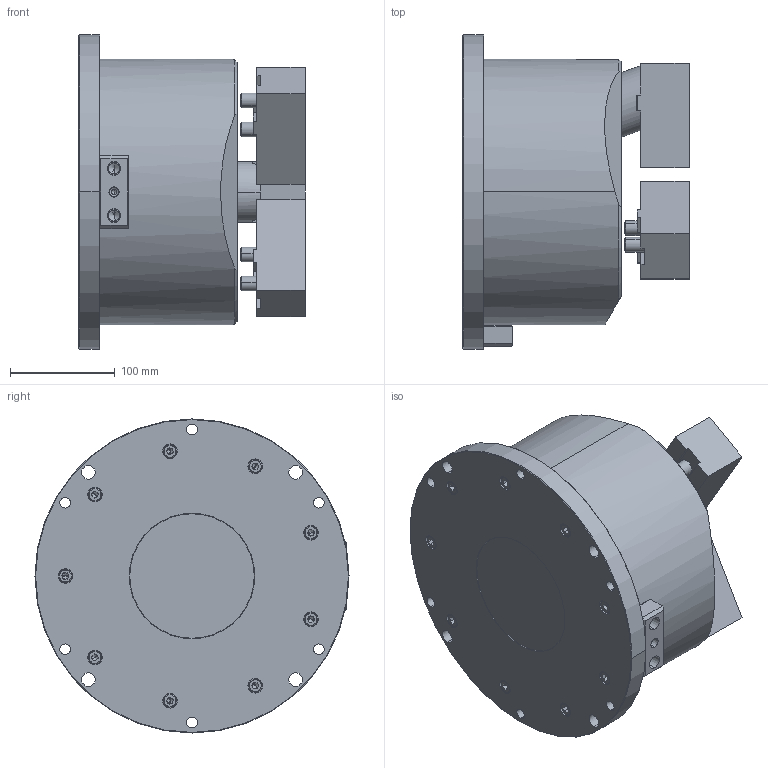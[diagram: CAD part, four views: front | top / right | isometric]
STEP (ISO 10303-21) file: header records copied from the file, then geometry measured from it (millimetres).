
FILE_DESCRIPTION (( 'STEP AP203' ), '1' );
FILE_NAME ('CF-SD-310.STEP', '2023-05-18T10:05:07', ( '' ), ( '' ), 'SwSTEP 2.0', 'SolidWorks 2020', '' );
FILE_SCHEMA (( 'CONFIG_CONTROL_DESIGN' ));
Length unit declared in the file: millimetre
Products named in the file (12): 圓頭內六角螺栓_M14x30; SU-308-06000; CF-SD-310-01000; 圓頭內六角螺栓_M6x30; CF-SU-310-05000; 圓頭內六角螺栓_M8x20; CF-3D-10-主爪; M6黃油嘴; 3D-10-生爪; 圓頭內六角螺栓_M6x14; 3D-10-防塵蓋; CF-SD-310
Assembly tree (29 placements, depth 2):
  CF-SD-310
    CF-SD-310-01000
    CF-SU-310-05000
    CF-3D-10-主爪
    3D-10-生爪  x3
    3D-10-防塵蓋
    圓頭內六角螺栓_M14x30  x6
    SU-308-06000
    圓頭內六角螺栓_M6x30  x2
    圓頭內六角螺栓_M8x20  x9
    M6黃油嘴
    圓頭內六角螺栓_M6x14  x3
Bounding box: 216 x 300 x 300 mm (x, y, z)
Volume: 6140272.1 mm3; surface area: 638987.2 mm2
Topology: 30 solids, 30 shells, 965 faces, 2268 edges, 1359 vertices
Faces by surface type: plane 438, cylinder 278, cone 235, torus 8, sphere 6
Entity records: 16443 total; most frequent: CARTESIAN_POINT 2754, DIRECTION 2703, ORIENTED_EDGE 2298, EDGE_CURVE 1149, AXIS2_PLACEMENT_3D 1083, VERTEX_POINT 726, EDGE_LOOP 641, CIRCLE 542
